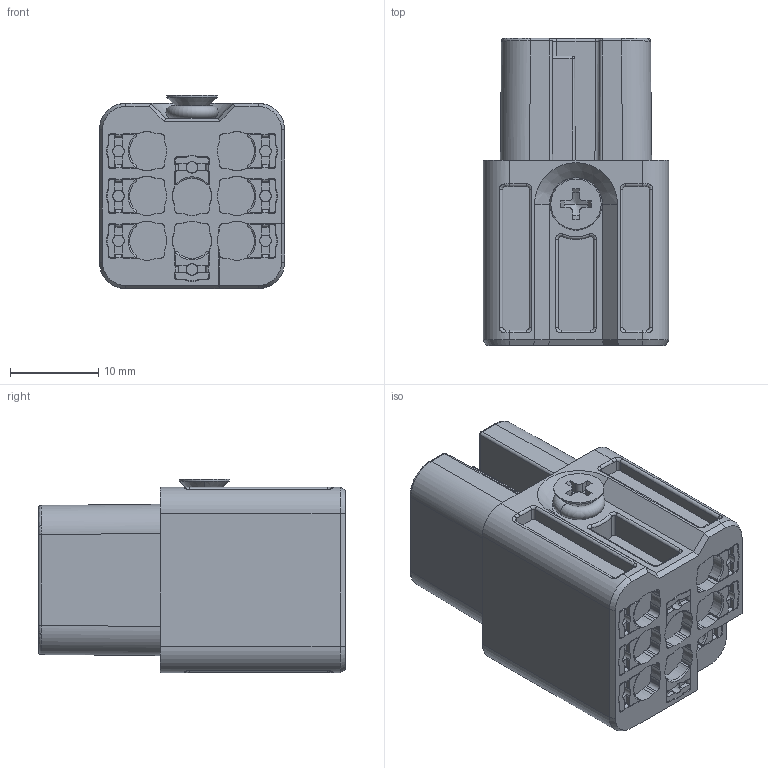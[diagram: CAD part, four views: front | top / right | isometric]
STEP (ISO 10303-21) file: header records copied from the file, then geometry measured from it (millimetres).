
FILE_DESCRIPTION((''),'2;1');
FILE_NAME('1250080020001_HD-008-FQ','2022-05-11T',('cc.ye'),(''),'PRO/ENGINEER BY PARAMETRIC TECHNOLOGY CORPORATION, 2010280','PRO/ENGINEER BY PARAMETRIC TECHNOLOGY CORPORATION, 2010280','');
FILE_SCHEMA(('AUTOMOTIVE_DESIGN { 1 0 10303 214 1 1 1 1 }'));
Length unit declared in the file: millimetre
Products named in the file (1): 1250080020001_HD-008-FQ
Bounding box: 21 x 34.8 x 21.9 mm (x, y, z)
Volume: 10709.2 mm3; surface area: 5459.3 mm2
Topology: 1 solids, 6 shells, 956 faces, 2621 edges, 1703 vertices
Faces by surface type: plane 425, cylinder 300, bspline 96, cone 72, torus 39, extrusion 16, sphere 8
Entity records: 44597 total; most frequent: CARTESIAN_POINT 11899, ORIENTED_EDGE 5238, DIRECTION 4394, EDGE_CURVE 2619, VERTEX_POINT 1703, AXIS2_PLACEMENT_3D 1499, FILL_AREA_STYLE_COLOUR 1489, FILL_AREA_STYLE 1489
